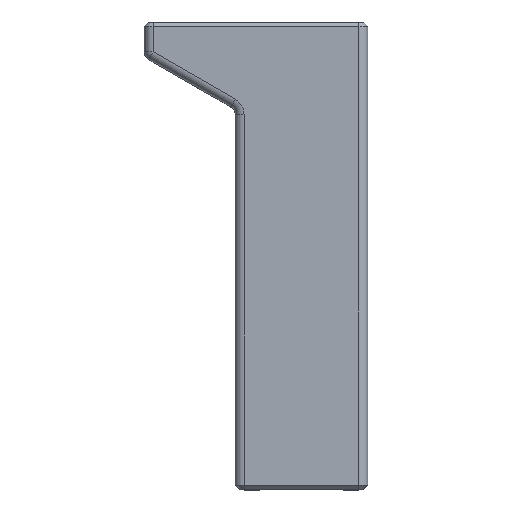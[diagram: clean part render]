
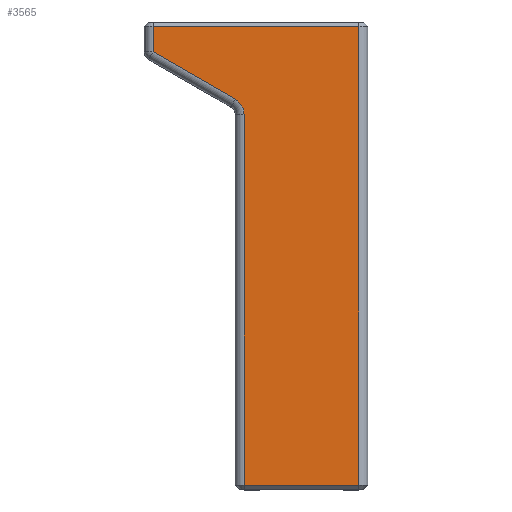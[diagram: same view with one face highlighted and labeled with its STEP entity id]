
A CAD part, top view. The second image highlights one B-rep face of the part: STEP entity #3565.
In plain terms, the highlighted planar face has unit normal (0, 0, 1).
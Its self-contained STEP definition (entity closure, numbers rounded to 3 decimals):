
#1141=DIRECTION('',(1.,0.,0.));
#1142=VECTOR('',#1141,23.3);
#1143=CARTESIAN_POINT('',(-16.8,52.5,7.5));
#1144=LINE('',#1143,#1142);
#1145=DIRECTION('',(0.,-1.,0.));
#1146=VECTOR('',#1145,52.);
#1147=CARTESIAN_POINT('',(6.5,52.5,7.5));
#1148=LINE('',#1147,#1146);
#1149=DIRECTION('',(-1.,0.,0.));
#1150=VECTOR('',#1149,13.);
#1151=CARTESIAN_POINT('',(6.5,0.5,7.5));
#1152=LINE('',#1151,#1150);
#1153=DIRECTION('',(0.,-1.,0.));
#1154=VECTOR('',#1153,42.023);
#1155=CARTESIAN_POINT('',(-6.5,42.523,7.5));
#1156=LINE('',#1155,#1154);
#1157=CARTESIAN_POINT('',(-8.5,42.523,7.5));
#1158=DIRECTION('',(0.,0.,-1.));
#1159=DIRECTION('',(0.5,0.866,0.));
#1160=AXIS2_PLACEMENT_3D('',#1157,#1158,#1159);
#1162=DIRECTION('',(0.866,-0.5,0.));
#1163=VECTOR('',#1162,10.739);
#1164=CARTESIAN_POINT('',(-16.8,49.624,7.5));
#1165=LINE('',#1164,#1163);
#1166=DIRECTION('',(0.,-1.,0.));
#1167=VECTOR('',#1166,2.876);
#1168=CARTESIAN_POINT('',(-16.8,52.5,7.5));
#1169=LINE('',#1168,#1167);
#1346=CARTESIAN_POINT('',(-16.8,49.624,7.5));
#1348=VERTEX_POINT('',#1346);
#1351=CARTESIAN_POINT('',(-7.5,44.255,7.5));
#1352=VERTEX_POINT('',#1351);
#1372=CARTESIAN_POINT('',(-6.5,42.523,7.5));
#1373=VERTEX_POINT('',#1372);
#1390=CARTESIAN_POINT('',(-6.5,0.5,7.5));
#1392=VERTEX_POINT('',#1390);
#1396=CARTESIAN_POINT('',(6.5,0.5,7.5));
#1397=VERTEX_POINT('',#1396);
#1426=CARTESIAN_POINT('',(6.5,52.5,7.5));
#1428=VERTEX_POINT('',#1426);
#1468=CARTESIAN_POINT('',(-16.8,52.5,7.5));
#1469=VERTEX_POINT('',#1468);
#3547=CARTESIAN_POINT('',(-7.5,0.,7.5));
#3548=DIRECTION('',(0.,0.,1.));
#3549=DIRECTION('',(1.,0.,0.));
#3550=AXIS2_PLACEMENT_3D('',#3547,#3548,#3549);
#3551=PLANE('',#3550);
#3552=ORIENTED_EDGE('',*,*,#3515,.T.);
#3553=ORIENTED_EDGE('',*,*,#3542,.T.);
#3554=ORIENTED_EDGE('',*,*,#1906,.T.);
#3556=ORIENTED_EDGE('',*,*,#3555,.F.);
#3558=ORIENTED_EDGE('',*,*,#3557,.F.);
#3560=ORIENTED_EDGE('',*,*,#3559,.F.);
#3562=ORIENTED_EDGE('',*,*,#3561,.F.);
#3563=EDGE_LOOP('',(#3552,#3553,#3554,#3556,#3558,#3560,#3562));
#3564=FACE_OUTER_BOUND('',#3563,.F.);
#3565=ADVANCED_FACE('',(#3564),#3551,.T.);
#1161=CIRCLE('',#1160,2.);
#1906=EDGE_CURVE('',#1397,#1392,#1152,.T.);
#3515=EDGE_CURVE('',#1469,#1428,#1144,.T.);
#3542=EDGE_CURVE('',#1428,#1397,#1148,.T.);
#3555=EDGE_CURVE('',#1373,#1392,#1156,.T.);
#3557=EDGE_CURVE('',#1352,#1373,#1161,.T.);
#3559=EDGE_CURVE('',#1348,#1352,#1165,.T.);
#3561=EDGE_CURVE('',#1469,#1348,#1169,.T.);
